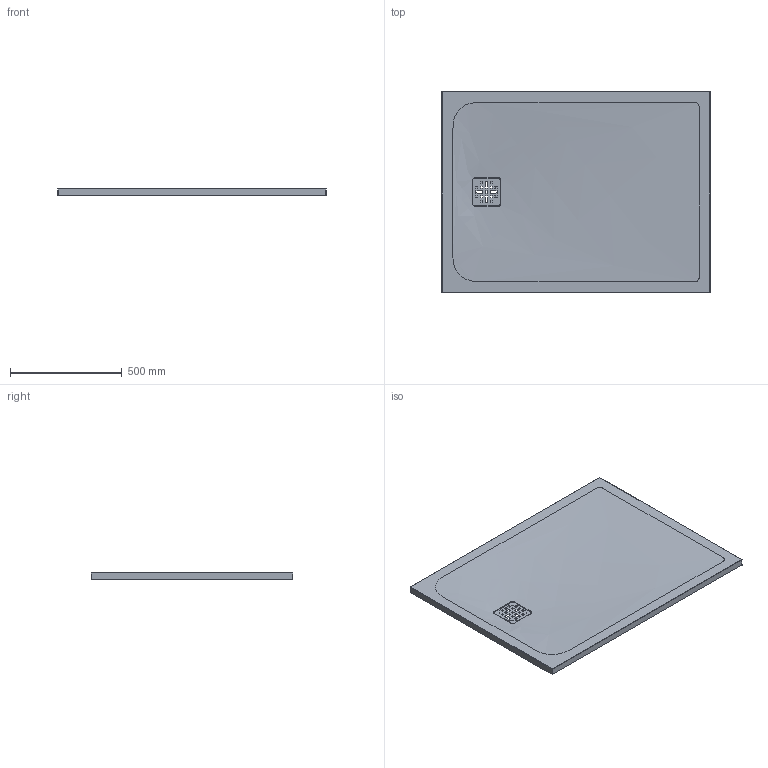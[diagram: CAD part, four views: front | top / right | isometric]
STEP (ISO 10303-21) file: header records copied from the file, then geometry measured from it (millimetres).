
FILE_DESCRIPTION(/* description */ (''),/* implementation_level */ '2;1');
FILE_NAME(/* name */ '14-299_M7643A_120X90 PIETRA.stp',/* time_stamp */ '2021-03-30T14:48:01+02:00',/* author */ (''),/* organization */ (''),/* preprocessor_version */ 'ST-DEVELOPER v15',/* originating_system */ 'SIEMENS PLM Software NX 8.5',/* authorisation */ '');
FILE_SCHEMA (('AP203_CONFIGURATION_CONTROLLED_3D_DESIGN_OF_MECHANICAL_PARTS_AND_ASSEMBLIES_MIM_LF { 1 0 10303 403 2 1 2}'));
Length unit declared in the file: millimetre
Products named in the file (1): carl61941A527yrs
Bounding box: 1200 x 900 x 30 mm (x, y, z)
Volume: 19257143.1 mm3; surface area: 2331607.3 mm2
Topology: 2 solids, 2 shells, 287 faces, 779 edges, 493 vertices
Faces by surface type: plane 108, cylinder 105, bspline 50, sphere 12, torus 8, cone 4
Full cylindrical faces by diameter (mm): 90 x1
Entity records: 33071 total; most frequent: CARTESIAN_POINT 25999, ORIENTED_EDGE 1512, DIRECTION 1383, EDGE_CURVE 756, AXIS2_PLACEMENT_3D 502, VERTEX_POINT 486, LINE 379, VECTOR 379
